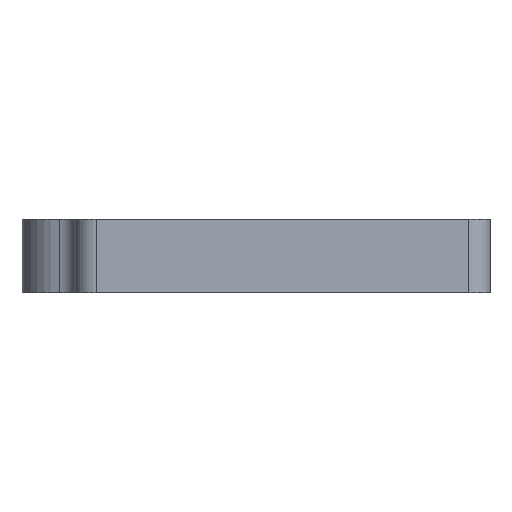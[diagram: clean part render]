
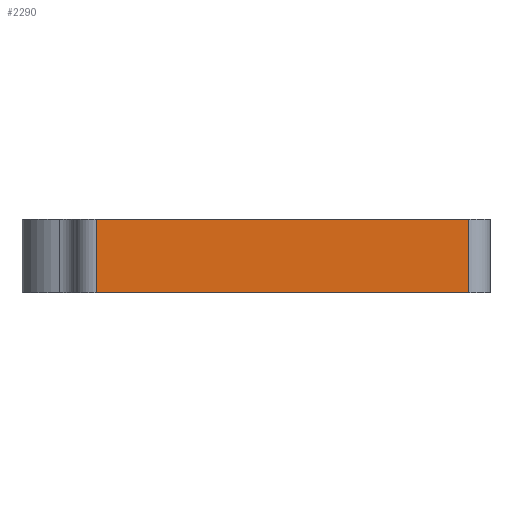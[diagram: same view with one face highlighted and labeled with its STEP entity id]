
A CAD part, left-side view. The second image highlights one B-rep face of the part: STEP entity #2290.
In plain terms, the highlighted planar face has unit normal (-1, 0, 0).
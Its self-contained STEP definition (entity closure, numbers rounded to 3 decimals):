
#351=FACE_OUTER_BOUND('',#493,.T.);
#493=EDGE_LOOP('',(#2062,#2063,#2064,#2065));
#555=LINE('',#3380,#747);
#707=LINE('',#3922,#899);
#708=LINE('',#3925,#900);
#709=LINE('',#3926,#901);
#747=VECTOR('',#2655,35.);
#899=VECTOR('',#3219,6.9);
#900=VECTOR('',#3222,35.);
#901=VECTOR('',#3223,6.9);
#949=VERTEX_POINT('',#3349);
#964=VERTEX_POINT('',#3378);
#1124=VERTEX_POINT('',#3920);
#1125=VERTEX_POINT('',#3924);
#1195=EDGE_CURVE('',#964,#949,#555,.T.);
#1450=EDGE_CURVE('',#964,#1124,#707,.T.);
#1451=EDGE_CURVE('',#1124,#1125,#708,.T.);
#1452=EDGE_CURVE('',#949,#1125,#709,.T.);
#2062=ORIENTED_EDGE('',*,*,#1451,.T.);
#2063=ORIENTED_EDGE('',*,*,#1452,.F.);
#2064=ORIENTED_EDGE('',*,*,#1195,.F.);
#2065=ORIENTED_EDGE('',*,*,#1450,.T.);
#2168=PLANE('',#2538);
#2290=ADVANCED_FACE('',(#351),#2168,.T.);
#2538=AXIS2_PLACEMENT_3D('',#3923,#3220,#3221);
#2655=DIRECTION('',(0.,1.,0.));
#3219=DIRECTION('',(0.,0.,1.));
#3220=DIRECTION('center_axis',(-1.,0.,0.));
#3221=DIRECTION('ref_axis',(0.,0.,1.));
#3222=DIRECTION('',(0.,1.,0.));
#3223=DIRECTION('',(0.,0.,1.));
#3349=CARTESIAN_POINT('',(-26.19,13.453,0.));
#3378=CARTESIAN_POINT('',(-26.19,-21.547,0.));
#3380=CARTESIAN_POINT('',(-26.19,-21.547,0.));
#3920=CARTESIAN_POINT('',(-26.19,-21.547,6.9));
#3922=CARTESIAN_POINT('',(-26.19,-21.547,0.));
#3923=CARTESIAN_POINT('Origin',(-26.19,-21.547,0.));
#3924=CARTESIAN_POINT('',(-26.19,13.453,6.9));
#3925=CARTESIAN_POINT('',(-26.19,-21.547,6.9));
#3926=CARTESIAN_POINT('',(-26.19,13.453,0.));
